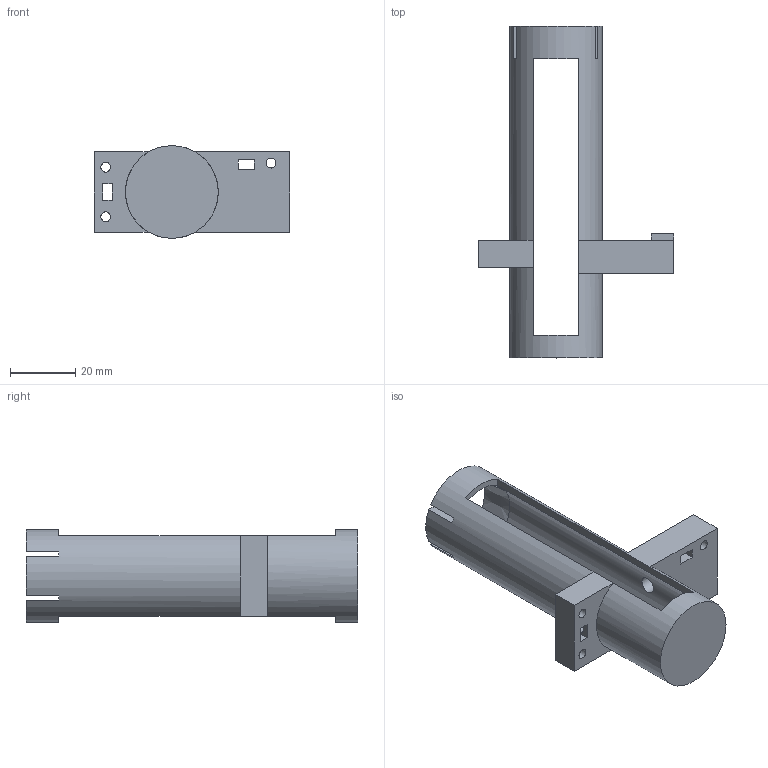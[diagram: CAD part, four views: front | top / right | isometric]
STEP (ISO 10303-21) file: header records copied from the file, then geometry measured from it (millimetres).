
FILE_DESCRIPTION(/* description */ ('Alibre Inc.'),/* implementation_level */ '2;1');
FILE_NAME(/* name */ 'export0',/* time_stamp */ '2014-01-10T17:57:53-08:00',/* author */ (''),/* organization */ (''),/* preprocessor_version */ 'ST-DEVELOPER v14',/* originating_system */ 'Alibre',/* authorisation */ '');
FILE_SCHEMA (('AUTOMOTIVE_DESIGN'));
Length unit declared in the file: centimetre
Bounding box: 60.12 x 102 x 28.5 mm (x, y, z)
Volume: 19978.2 mm3; surface area: 17999.8 mm2
Topology: 1 solids, 1 shells, 100 faces, 292 edges, 190 vertices
Faces by surface type: plane 86, cylinder 12, cone 2
Full cylindrical faces by diameter (mm): 3 x2, 3.05 x2, 5 x1, 5.1 x3, 24.5 x1, 28.5 x2
Entity records: 3080 total; most frequent: CARTESIAN_POINT 596, ORIENTED_EDGE 550, DIRECTION 404, EDGE_CURVE 275, VECTOR 202, LINE 202, VERTEX_POINT 184, AXIS2_PLACEMENT_3D 138
